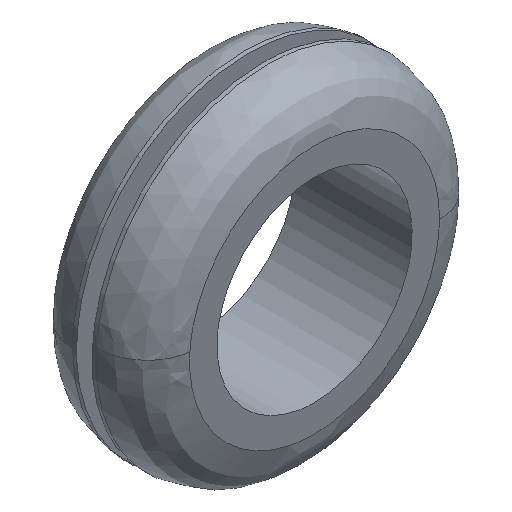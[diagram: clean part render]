
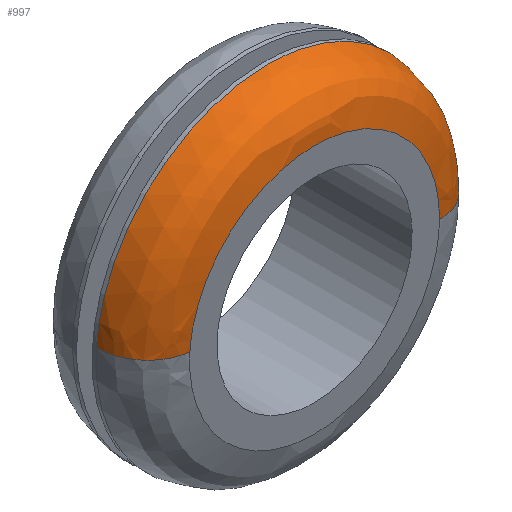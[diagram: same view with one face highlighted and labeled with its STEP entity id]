
A CAD part, isometric view. The second image highlights one B-rep face of the part: STEP entity #997.
In plain terms, the highlighted free-form (B-spline) face has degree [2, 2] with [5, 3] control points.
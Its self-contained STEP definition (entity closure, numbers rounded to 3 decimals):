
#72=CARTESIAN_POINT('',(21.998,6.,-0.276));
#73=VERTEX_POINT('',#72);
#135=CARTESIAN_POINT('',(-21.946,6.,1.534));
#136=VERTEX_POINT('',#135);
#152=CARTESIAN_POINT('',(0.0,6.0,22.0));
#153=VERTEX_POINT('',#152);
#154=CARTESIAN_POINT('',(0.0,6.0,22.0));
#155=CARTESIAN_POINT('',(-20.516,6.0,22.));
#156=CARTESIAN_POINT('',(-21.946,6.,1.534));
#164=(BOUNDED_CURVE()B_SPLINE_CURVE(2,(#154,#155,#156),.UNSPECIFIED.,.F.,.U.)B_SPLINE_CURVE_WITH_KNOTS((3,3),(0.5,0.738),.UNSPECIFIED.)CURVE()GEOMETRIC_REPRESENTATION_ITEM()RATIONAL_B_SPLINE_CURVE((1.0,0.721,0.973))REPRESENTATION_ITEM(''));
#165=EDGE_CURVE('',#153,#136,#164,.T.);
#167=CARTESIAN_POINT('',(21.998,6.,-0.276));
#168=CARTESIAN_POINT('',(22.0,6.,-0.138));
#169=CARTESIAN_POINT('',(22.0,6.0,0.));
#170=CARTESIAN_POINT('',(22.,6.0,22.));
#171=CARTESIAN_POINT('',(0.0,6.0,22.0));
#179=(BOUNDED_CURVE()B_SPLINE_CURVE(2,(#167,#168,#169,#170,#171),.UNSPECIFIED.,.F.,.U.)B_SPLINE_CURVE_WITH_KNOTS((3,2,3),(0.248,0.25,0.5),.UNSPECIFIED.)CURVE()GEOMETRIC_REPRESENTATION_ITEM()RATIONAL_B_SPLINE_CURVE((0.995,0.997,1.0,0.707,1.0))REPRESENTATION_ITEM(''));
#180=EDGE_CURVE('',#73,#153,#179,.T.);
#875=CARTESIAN_POINT('',(15.999,0.,-0.201));
#876=VERTEX_POINT('',#875);
#877=CARTESIAN_POINT('',(21.998,6.,-0.276));
#878=CARTESIAN_POINT('',(21.998,0.,-0.276));
#879=CARTESIAN_POINT('',(15.999,0.,-0.201));
#887=(BOUNDED_CURVE()B_SPLINE_CURVE(2,(#877,#878,#879),.UNSPECIFIED.,.F.,.U.)B_SPLINE_CURVE_WITH_KNOTS((3,3),(-1.725,-0.275),.UNSPECIFIED.)CURVE()GEOMETRIC_REPRESENTATION_ITEM()RATIONAL_B_SPLINE_CURVE((0.883,0.625,0.883))REPRESENTATION_ITEM(''));
#888=EDGE_CURVE('',#73,#876,#887,.T.);
#905=CARTESIAN_POINT('',(-15.961,0.,1.116));
#906=VERTEX_POINT('',#905);
#922=CARTESIAN_POINT('',(-21.946,6.,1.534));
#923=CARTESIAN_POINT('',(-21.946,0.,1.534));
#924=CARTESIAN_POINT('',(-15.961,0.,1.116));
#932=(BOUNDED_CURVE()B_SPLINE_CURVE(2,(#922,#923,#924),.UNSPECIFIED.,.F.,.U.)B_SPLINE_CURVE_WITH_KNOTS((3,3),(-1.725,-0.275),.UNSPECIFIED.)CURVE()GEOMETRIC_REPRESENTATION_ITEM()RATIONAL_B_SPLINE_CURVE((0.863,0.611,0.863))REPRESENTATION_ITEM(''));
#933=EDGE_CURVE('',#136,#906,#932,.T.);
#938=CARTESIAN_POINT('',(21.984,6.417,-0.276));
#939=CARTESIAN_POINT('',(22.26,6.417,21.707));
#940=CARTESIAN_POINT('',(0.276,6.417,21.984));
#941=CARTESIAN_POINT('',(-20.484,6.417,22.245));
#942=CARTESIAN_POINT('',(-21.932,6.417,1.533));
#943=CARTESIAN_POINT('',(22.463,-0.465,-0.282));
#944=CARTESIAN_POINT('',(22.746,-0.465,22.181));
#945=CARTESIAN_POINT('',(0.282,-0.465,22.463));
#946=CARTESIAN_POINT('',(-20.931,-0.465,22.73));
#947=CARTESIAN_POINT('',(-22.411,-0.465,1.567));
#948=CARTESIAN_POINT('',(15.582,0.015,-0.196));
#949=CARTESIAN_POINT('',(15.777,0.015,15.386));
#950=CARTESIAN_POINT('',(0.196,0.015,15.582));
#951=CARTESIAN_POINT('',(-14.519,0.015,15.766));
#952=CARTESIAN_POINT('',(-15.545,0.015,1.087));
#960=(BOUNDED_SURFACE()B_SPLINE_SURFACE(2,2,((#938,#943,#948),(#939,#944,#949),(#940,#945,#950),(#941,#946,#951),(#942,#947,#952)),.UNSPECIFIED.,.F.,.F.,.U.)B_SPLINE_SURFACE_WITH_KNOTS((3,2,3),(3,3),(0.0,36.427,71.396),(0.0,10.934),.UNSPECIFIED.)GEOMETRIC_REPRESENTATION_ITEM()RATIONAL_B_SPLINE_SURFACE(((0.91,0.597,0.91),(0.644,0.422,0.644),(0.91,0.597,0.91),(0.654,0.429,0.654),(0.89,0.584,0.89)))REPRESENTATION_ITEM('')SURFACE());
#961=ORIENTED_EDGE('',*,*,#165,.T.);
#962=ORIENTED_EDGE('',*,*,#933,.T.);
#963=CARTESIAN_POINT('',(0.0,0.,16.0));
#964=VERTEX_POINT('',#963);
#965=CARTESIAN_POINT('',(0.0,0.,16.0));
#966=CARTESIAN_POINT('',(-14.921,0.,16.));
#967=CARTESIAN_POINT('',(-15.961,0.,1.116));
#975=(BOUNDED_CURVE()B_SPLINE_CURVE(2,(#965,#966,#967),.UNSPECIFIED.,.F.,.U.)B_SPLINE_CURVE_WITH_KNOTS((3,3),(0.5,0.738),.UNSPECIFIED.)CURVE()GEOMETRIC_REPRESENTATION_ITEM()RATIONAL_B_SPLINE_CURVE((1.0,0.721,0.973))REPRESENTATION_ITEM(''));
#976=EDGE_CURVE('',#964,#906,#975,.T.);
#977=ORIENTED_EDGE('',*,*,#976,.F.);
#978=CARTESIAN_POINT('',(15.999,0.,-0.201));
#979=CARTESIAN_POINT('',(16.,0.,-0.101));
#980=CARTESIAN_POINT('',(16.0,0.,0.));
#981=CARTESIAN_POINT('',(16.,0.,16.));
#982=CARTESIAN_POINT('',(0.0,0.,16.0));
#990=(BOUNDED_CURVE()B_SPLINE_CURVE(2,(#978,#979,#980,#981,#982),.UNSPECIFIED.,.F.,.U.)B_SPLINE_CURVE_WITH_KNOTS((3,2,3),(0.248,0.25,0.5),.UNSPECIFIED.)CURVE()GEOMETRIC_REPRESENTATION_ITEM()RATIONAL_B_SPLINE_CURVE((0.995,0.997,1.0,0.707,1.0))REPRESENTATION_ITEM(''));
#991=EDGE_CURVE('',#876,#964,#990,.T.);
#992=ORIENTED_EDGE('',*,*,#991,.F.);
#993=ORIENTED_EDGE('',*,*,#888,.F.);
#994=ORIENTED_EDGE('',*,*,#180,.T.);
#995=EDGE_LOOP('',(#961,#962,#977,#992,#993,#994));
#996=FACE_OUTER_BOUND('',#995,.T.);
#997=ADVANCED_FACE('',(#996),#960,.T.);
